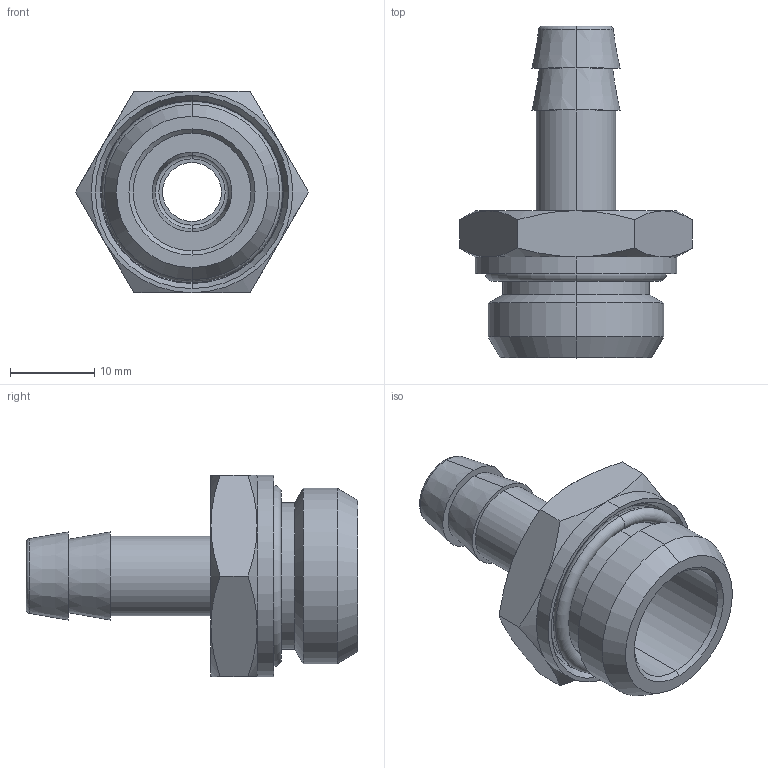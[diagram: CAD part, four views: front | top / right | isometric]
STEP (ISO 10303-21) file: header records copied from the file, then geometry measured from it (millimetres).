
FILE_DESCRIPTION(( 'RA.30A10.12.STEP' ), '1');
FILE_NAME( 'RA.30A10.12.STEP', '2018-11-09T15:47:36',( 'Sopra'),('sopra-pneumatic.com'), 'SwSTEP 2.0','SolidWorks 2009','' );
FILE_SCHEMA (( 'AUTOMOTIVE_DESIGN' ));
Length unit declared in the file: millimetre
Products named in the file (2): 0304400027A
Bounding box: 27.71 x 39.5 x 24 mm (x, y, z)
Surface area: 4277.1 mm2 (no closed solid volume)
Topology: 0 solids, 2 shells, 59 faces, 124 edges, 72 vertices
Faces by surface type: cone 24, plane 13, cylinder 12, torus 10
Entity records: 2356 total; most frequent: CARTESIAN_POINT 401, DIRECTION 292, ORIENTED_EDGE 244, AXIS2_PLACEMENT_3D 131, EDGE_CURVE 124, VERTEX_POINT 72, CIRCLE 70, EDGE_LOOP 66
